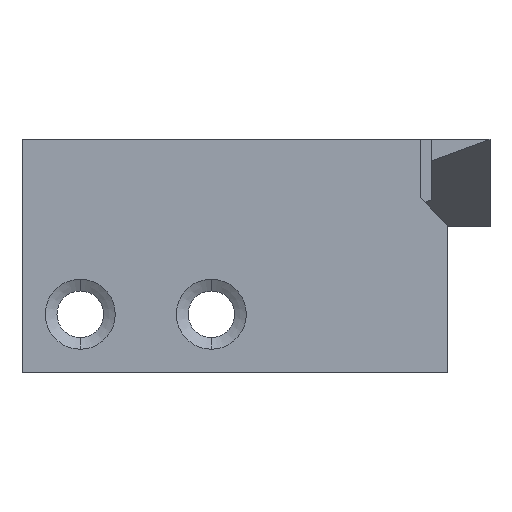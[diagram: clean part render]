
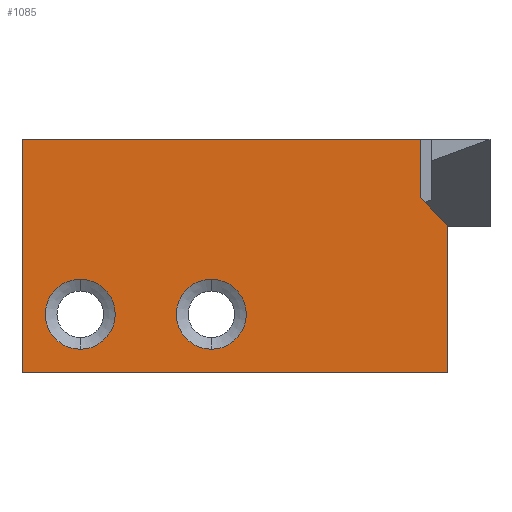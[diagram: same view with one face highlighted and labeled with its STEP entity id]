
A CAD part, front view. The second image highlights one B-rep face of the part: STEP entity #1085.
In plain terms, the highlighted planar face has unit normal (0, -1, 0).
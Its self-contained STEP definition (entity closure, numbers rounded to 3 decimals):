
#30 = EDGE_CURVE ( 'NONE', #2645, #1277, #1144, .T. ) ;
#72 = DIRECTION ( 'NONE',  ( 0., 0., -1. ) ) ;
#102 = AXIS2_PLACEMENT_3D ( 'NONE', #3104, #318, #72 ) ;
#154 = CARTESIAN_POINT ( 'NONE',  ( -5.04, -1.172, -3. ) ) ;
#161 = ORIENTED_EDGE ( 'NONE', *, *, #2584, .T. ) ;
#168 = CARTESIAN_POINT ( 'NONE',  ( -0.54, -1.172, -1.8 ) ) ;
#209 = VERTEX_POINT ( 'NONE', #2237 ) ;
#220 = AXIS2_PLACEMENT_3D ( 'NONE', #1807, #820, #1052 ) ;
#225 = AXIS2_PLACEMENT_3D ( 'NONE', #2126, #2369, #2669 ) ;
#257 = LINE ( 'NONE', #1221, #908 ) ;
#318 = DIRECTION ( 'NONE',  ( 0., -1., 0. ) ) ;
#327 = EDGE_CURVE ( 'NONE', #2858, #2716, #2962, .T. ) ;
#382 = CARTESIAN_POINT ( 'NONE',  ( -5.04, -1.172, -4.2 ) ) ;
#398 = ORIENTED_EDGE ( 'NONE', *, *, #327, .F. ) ;
#414 = CARTESIAN_POINT ( 'NONE',  ( 6.628, -1.172, 3. ) ) ;
#465 = CARTESIAN_POINT ( 'NONE',  ( -7.04, -1.172, 3. ) ) ;
#469 = LINE ( 'NONE', #2044, #1554 ) ;
#497 = ORIENTED_EDGE ( 'NONE', *, *, #1839, .F. ) ;
#546 = ORIENTED_EDGE ( 'NONE', *, *, #30, .T. ) ;
#580 = CIRCLE ( 'NONE', #2034, 1.2 ) ;
#707 = DIRECTION ( 'NONE',  ( -0.707, 0., 0.707 ) ) ;
#752 = VECTOR ( 'NONE', #2284, 1000. ) ;
#766 = DIRECTION ( 'NONE',  ( 0., 0., -1. ) ) ;
#820 = DIRECTION ( 'NONE',  ( 0., 1., 0. ) ) ;
#879 = CARTESIAN_POINT ( 'NONE',  ( -5.04, -1.172, -1.8 ) ) ;
#890 = EDGE_CURVE ( 'NONE', #1662, #2814, #580, .T. ) ;
#908 = VECTOR ( 'NONE', #707, 1000. ) ;
#948 = LINE ( 'NONE', #1184, #1387 ) ;
#996 = EDGE_CURVE ( 'NONE', #1277, #2616, #257, .T. ) ;
#1021 = EDGE_CURVE ( 'NONE', #2976, #2014, #1997, .T. ) ;
#1039 = PLANE ( 'NONE',  #220 ) ;
#1052 = DIRECTION ( 'NONE',  ( 0., 0., 1. ) ) ;
#1085 = ADVANCED_FACE ( 'NONE', ( #1532, #3089, #2060 ), #1039, .F. ) ;
#1144 = LINE ( 'NONE', #3157, #2025 ) ;
#1169 = DIRECTION ( 'NONE',  ( 0., -1., 0. ) ) ;
#1184 = CARTESIAN_POINT ( 'NONE',  ( 7.581, -1.172, -5. ) ) ;
#1213 = DIRECTION ( 'NONE',  ( -1., 0., 0. ) ) ;
#1221 = CARTESIAN_POINT ( 'NONE',  ( 3.831, -1.172, 3.797 ) ) ;
#1237 = CIRCLE ( 'NONE', #1825, 1.2 ) ;
#1271 = CARTESIAN_POINT ( 'NONE',  ( 6.628, -1.172, 3. ) ) ;
#1277 = VERTEX_POINT ( 'NONE', #2392 ) ;
#1349 = CARTESIAN_POINT ( 'NONE',  ( 7.581, -1.172, -5. ) ) ;
#1369 = EDGE_LOOP ( 'NONE', ( #2667, #2598, #161, #1809, #546, #1540 ) ) ;
#1387 = VECTOR ( 'NONE', #1213, 1000. ) ;
#1532 = FACE_BOUND ( 'NONE', #3141, .T. ) ;
#1540 = ORIENTED_EDGE ( 'NONE', *, *, #996, .T. ) ;
#1554 = VECTOR ( 'NONE', #2024, 1000. ) ;
#1606 = EDGE_CURVE ( 'NONE', #2716, #2858, #1654, .T. ) ;
#1611 = ORIENTED_EDGE ( 'NONE', *, *, #1606, .F. ) ;
#1635 = DIRECTION ( 'NONE',  ( 0., 0., 1. ) ) ;
#1654 = CIRCLE ( 'NONE', #225, 1.2 ) ;
#1662 = VERTEX_POINT ( 'NONE', #382 ) ;
#1674 = CARTESIAN_POINT ( 'NONE',  ( 6.628, -1.172, 3. ) ) ;
#1690 = ORIENTED_EDGE ( 'NONE', *, *, #890, .F. ) ;
#1778 = EDGE_CURVE ( 'NONE', #2014, #2616, #2207, .T. ) ;
#1779 = EDGE_CURVE ( 'NONE', #2645, #209, #948, .T. ) ;
#1807 = CARTESIAN_POINT ( 'NONE',  ( 3.034, -1.172, 3. ) ) ;
#1809 = ORIENTED_EDGE ( 'NONE', *, *, #1779, .F. ) ;
#1825 = AXIS2_PLACEMENT_3D ( 'NONE', #2120, #3051, #766 ) ;
#1839 = EDGE_CURVE ( 'NONE', #2814, #1662, #1237, .T. ) ;
#1997 = LINE ( 'NONE', #1271, #752 ) ;
#2014 = VERTEX_POINT ( 'NONE', #1674 ) ;
#2024 = DIRECTION ( 'NONE',  ( 0., 0., -1. ) ) ;
#2025 = VECTOR ( 'NONE', #1635, 1000. ) ;
#2034 = AXIS2_PLACEMENT_3D ( 'NONE', #154, #1169, #2200 ) ;
#2044 = CARTESIAN_POINT ( 'NONE',  ( -7.04, -1.172, -5. ) ) ;
#2060 = FACE_OUTER_BOUND ( 'NONE', #1369, .T. ) ;
#2120 = CARTESIAN_POINT ( 'NONE',  ( -5.04, -1.172, -3. ) ) ;
#2126 = CARTESIAN_POINT ( 'NONE',  ( -0.54, -1.172, -3. ) ) ;
#2131 = VECTOR ( 'NONE', #3250, 1000. ) ;
#2200 = DIRECTION ( 'NONE',  ( 0., 0., -1. ) ) ;
#2207 = LINE ( 'NONE', #414, #2131 ) ;
#2237 = CARTESIAN_POINT ( 'NONE',  ( -7.04, -1.172, -5. ) ) ;
#2284 = DIRECTION ( 'NONE',  ( 1., 0., 0. ) ) ;
#2300 = CARTESIAN_POINT ( 'NONE',  ( -0.54, -1.172, -4.2 ) ) ;
#2369 = DIRECTION ( 'NONE',  ( 0., -1., 0. ) ) ;
#2392 = CARTESIAN_POINT ( 'NONE',  ( 7.581, -1.172, 0.047 ) ) ;
#2584 = EDGE_CURVE ( 'NONE', #2976, #209, #469, .T. ) ;
#2598 = ORIENTED_EDGE ( 'NONE', *, *, #1021, .F. ) ;
#2616 = VERTEX_POINT ( 'NONE', #3100 ) ;
#2645 = VERTEX_POINT ( 'NONE', #1349 ) ;
#2667 = ORIENTED_EDGE ( 'NONE', *, *, #1778, .F. ) ;
#2669 = DIRECTION ( 'NONE',  ( 0., 0., -1. ) ) ;
#2716 = VERTEX_POINT ( 'NONE', #2300 ) ;
#2784 = EDGE_LOOP ( 'NONE', ( #1611, #398 ) ) ;
#2814 = VERTEX_POINT ( 'NONE', #879 ) ;
#2858 = VERTEX_POINT ( 'NONE', #168 ) ;
#2962 = CIRCLE ( 'NONE', #102, 1.2 ) ;
#2976 = VERTEX_POINT ( 'NONE', #465 ) ;
#3051 = DIRECTION ( 'NONE',  ( 0., -1., 0. ) ) ;
#3089 = FACE_BOUND ( 'NONE', #2784, .T. ) ;
#3100 = CARTESIAN_POINT ( 'NONE',  ( 6.628, -1.172, 1. ) ) ;
#3104 = CARTESIAN_POINT ( 'NONE',  ( -0.54, -1.172, -3. ) ) ;
#3141 = EDGE_LOOP ( 'NONE', ( #1690, #497 ) ) ;
#3157 = CARTESIAN_POINT ( 'NONE',  ( 7.581, -1.172, -5. ) ) ;
#3250 = DIRECTION ( 'NONE',  ( 0., 0., -1. ) ) ;
